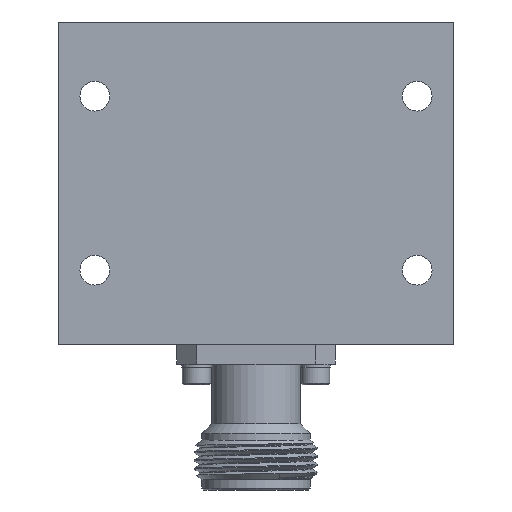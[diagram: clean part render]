
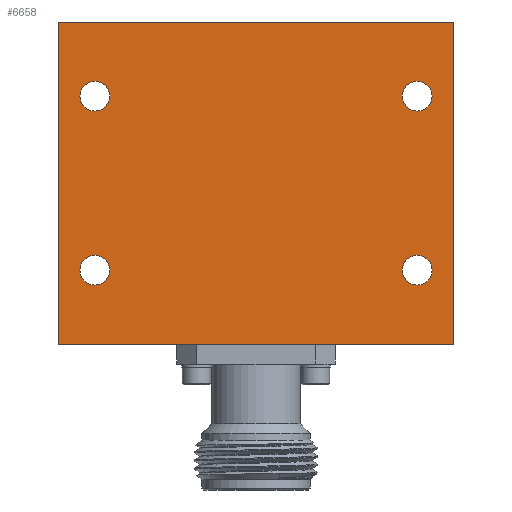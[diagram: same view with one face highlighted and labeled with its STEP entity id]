
A CAD part, front view. The second image highlights one B-rep face of the part: STEP entity #6658.
In plain terms, the highlighted planar face has unit normal (0, -1, 0).
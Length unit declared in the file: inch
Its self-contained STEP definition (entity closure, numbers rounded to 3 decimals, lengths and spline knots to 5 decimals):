
#325 = LINE ( 'NONE', #17595, #11416 ) ;
#350 = CARTESIAN_POINT ( 'NONE',  ( -0.815, -0.51, 0.44 ) ) ;
#381 = LINE ( 'NONE', #11614, #8449 ) ;
#403 = ORIENTED_EDGE ( 'NONE', *, *, #14656, .T. ) ;
#445 = PLANE ( 'NONE',  #14601 ) ;
#724 = VERTEX_POINT ( 'NONE', #17499 ) ;
#743 = ORIENTED_EDGE ( 'NONE', *, *, #16107, .F. ) ;
#815 = DIRECTION ( 'NONE',  ( 1., 0., 0. ) ) ;
#1814 = ORIENTED_EDGE ( 'NONE', *, *, #10187, .T. ) ;
#1860 = DIRECTION ( 'NONE',  ( 0., 1., 0. ) ) ;
#2011 = EDGE_CURVE ( 'NONE', #17963, #9048, #5065, .T. ) ;
#2256 = DIRECTION ( 'NONE',  ( 0., 0., -1. ) ) ;
#2752 = ORIENTED_EDGE ( 'NONE', *, *, #4968, .F. ) ;
#2851 = DIRECTION ( 'NONE',  ( 0., 0., -1. ) ) ;
#3432 = EDGE_LOOP ( 'NONE', ( #13628 ) ) ;
#3652 = CARTESIAN_POINT ( 'NONE',  ( -0.815, -0.51, 0.365 ) ) ;
#3730 = DIRECTION ( 'NONE',  ( 0., 0., -1. ) ) ;
#4088 = VECTOR ( 'NONE', #2851, 39.37008 ) ;
#4364 = ORIENTED_EDGE ( 'NONE', *, *, #5190, .F. ) ;
#4464 = VERTEX_POINT ( 'NONE', #14843 ) ;
#4519 = CIRCLE ( 'NONE', #15358, 0.075 ) ;
#4654 = CIRCLE ( 'NONE', #17326, 0.075 ) ;
#4916 = EDGE_CURVE ( 'NONE', #4464, #4464, #4654, .T. ) ;
#4968 = EDGE_CURVE ( 'NONE', #11576, #11576, #7465, .T. ) ;
#5065 = LINE ( 'NONE', #6505, #11977 ) ;
#5190 = EDGE_CURVE ( 'NONE', #724, #724, #6163, .T. ) ;
#5579 = ORIENTED_EDGE ( 'NONE', *, *, #2011, .T. ) ;
#6163 = CIRCLE ( 'NONE', #6564, 0.075 ) ;
#6322 = CARTESIAN_POINT ( 'NONE',  ( -0.815, -0.51, -0.44 ) ) ;
#6356 = VERTEX_POINT ( 'NONE', #12533 ) ;
#6381 = DIRECTION ( 'NONE',  ( 0., 0., 1. ) ) ;
#6409 = VERTEX_POINT ( 'NONE', #17140 ) ;
#6481 = DIRECTION ( 'NONE',  ( 0., -1., 0. ) ) ;
#6505 = CARTESIAN_POINT ( 'NONE',  ( -0.625, -0.51, -0.815 ) ) ;
#6564 = AXIS2_PLACEMENT_3D ( 'NONE', #6322, #10317, #13077 ) ;
#6658 = ADVANCED_FACE ( 'NONE', ( #11077, #8737, #17162, #14353, #15848 ), #445, .F. ) ;
#6665 = EDGE_LOOP ( 'NONE', ( #2752 ) ) ;
#7465 = CIRCLE ( 'NONE', #9315, 0.075 ) ;
#7486 = EDGE_LOOP ( 'NONE', ( #11032 ) ) ;
#8449 = VECTOR ( 'NONE', #6381, 39.37008 ) ;
#8737 = FACE_BOUND ( 'NONE', #3432, .T. ) ;
#9048 = VERTEX_POINT ( 'NONE', #10506 ) ;
#9053 = CARTESIAN_POINT ( 'NONE',  ( -1., -0.51, -0.815 ) ) ;
#9315 = AXIS2_PLACEMENT_3D ( 'NONE', #13412, #6481, #2256 ) ;
#9923 = DIRECTION ( 'NONE',  ( 0., 0., -1. ) ) ;
#10115 = CARTESIAN_POINT ( 'NONE',  ( 0.815, -0.51, 0.44 ) ) ;
#10131 = CARTESIAN_POINT ( 'NONE',  ( -0.625, -0.51, 0.815 ) ) ;
#10187 = EDGE_CURVE ( 'NONE', #9048, #6409, #381, .T. ) ;
#10317 = DIRECTION ( 'NONE',  ( 0., -1., 0. ) ) ;
#10454 = CARTESIAN_POINT ( 'NONE',  ( 0.815, -0.51, -0.515 ) ) ;
#10506 = CARTESIAN_POINT ( 'NONE',  ( 1., -0.51, -0.815 ) ) ;
#10744 = DIRECTION ( 'NONE',  ( 0., 0., 1. ) ) ;
#11032 = ORIENTED_EDGE ( 'NONE', *, *, #4916, .F. ) ;
#11077 = FACE_OUTER_BOUND ( 'NONE', #15743, .T. ) ;
#11407 = DIRECTION ( 'NONE',  ( 0., -1., 0. ) ) ;
#11416 = VECTOR ( 'NONE', #17652, 39.37008 ) ;
#11576 = VERTEX_POINT ( 'NONE', #10454 ) ;
#11614 = CARTESIAN_POINT ( 'NONE',  ( 1., -0.51, 0.815 ) ) ;
#11977 = VECTOR ( 'NONE', #815, 39.37008 ) ;
#12533 = CARTESIAN_POINT ( 'NONE',  ( -1., -0.51, 0.815 ) ) ;
#12979 = LINE ( 'NONE', #16784, #4088 ) ;
#13077 = DIRECTION ( 'NONE',  ( 0., 0., -1. ) ) ;
#13412 = CARTESIAN_POINT ( 'NONE',  ( 0.815, -0.51, -0.44 ) ) ;
#13628 = ORIENTED_EDGE ( 'NONE', *, *, #15472, .F. ) ;
#14353 = FACE_BOUND ( 'NONE', #7486, .T. ) ;
#14601 = AXIS2_PLACEMENT_3D ( 'NONE', #10131, #1860, #10744 ) ;
#14656 = EDGE_CURVE ( 'NONE', #6356, #17963, #12979, .T. ) ;
#14843 = CARTESIAN_POINT ( 'NONE',  ( 0.815, -0.51, 0.365 ) ) ;
#15358 = AXIS2_PLACEMENT_3D ( 'NONE', #350, #11407, #9923 ) ;
#15472 = EDGE_CURVE ( 'NONE', #17435, #17435, #4519, .T. ) ;
#15743 = EDGE_LOOP ( 'NONE', ( #5579, #1814, #743, #403 ) ) ;
#15848 = FACE_BOUND ( 'NONE', #6665, .T. ) ;
#16075 = DIRECTION ( 'NONE',  ( 0., -1., 0. ) ) ;
#16107 = EDGE_CURVE ( 'NONE', #6356, #6409, #325, .T. ) ;
#16784 = CARTESIAN_POINT ( 'NONE',  ( -1., -0.51, 0.815 ) ) ;
#17140 = CARTESIAN_POINT ( 'NONE',  ( 1., -0.51, 0.815 ) ) ;
#17162 = FACE_BOUND ( 'NONE', #17955, .T. ) ;
#17326 = AXIS2_PLACEMENT_3D ( 'NONE', #10115, #16075, #3730 ) ;
#17435 = VERTEX_POINT ( 'NONE', #3652 ) ;
#17499 = CARTESIAN_POINT ( 'NONE',  ( -0.815, -0.51, -0.515 ) ) ;
#17595 = CARTESIAN_POINT ( 'NONE',  ( -0.625, -0.51, 0.815 ) ) ;
#17652 = DIRECTION ( 'NONE',  ( 1., 0., 0. ) ) ;
#17955 = EDGE_LOOP ( 'NONE', ( #4364 ) ) ;
#17963 = VERTEX_POINT ( 'NONE', #9053 ) ;
